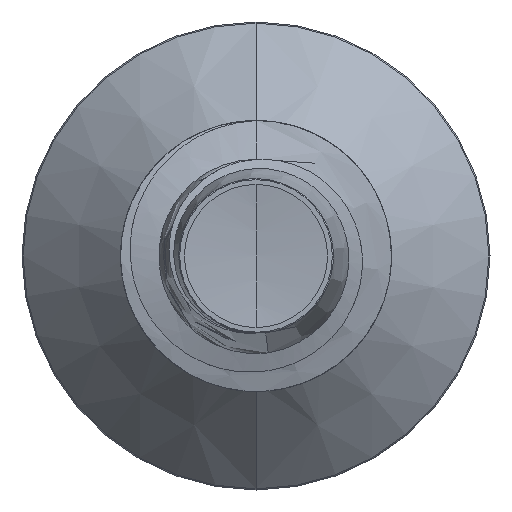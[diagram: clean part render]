
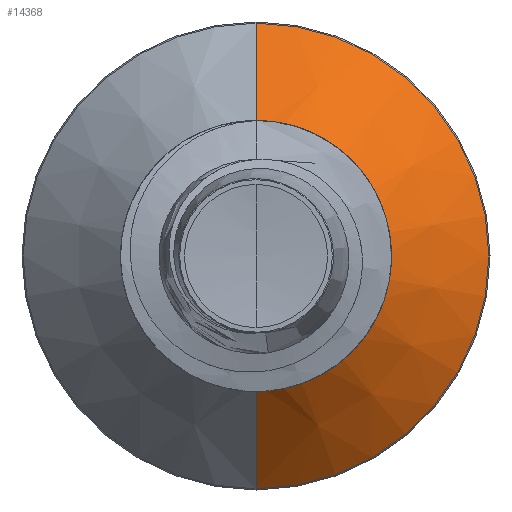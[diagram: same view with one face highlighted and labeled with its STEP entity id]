
A CAD part, front view. The second image highlights one B-rep face of the part: STEP entity #14368.
In plain terms, the highlighted conical face has half-angle 45 degrees and reference radius 1.034 mm.
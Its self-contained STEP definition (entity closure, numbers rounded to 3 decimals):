
#365 = AXIS2_PLACEMENT_3D ( 'NONE', #2218, #22484, #2476 ) ;
#523 = VERTEX_POINT ( 'NONE', #11762 ) ;
#826 = VERTEX_POINT ( 'NONE', #15377 ) ;
#1751 = EDGE_CURVE ( 'NONE', #20001, #826, #3725, .T. ) ;
#1855 = FACE_OUTER_BOUND ( 'NONE', #17740, .T. ) ;
#2218 = CARTESIAN_POINT ( 'NONE',  ( 0., 10.64, 0. ) ) ;
#2476 = DIRECTION ( 'NONE',  ( 0., 0., 1. ) ) ;
#3725 = CIRCLE ( 'NONE', #365, 1.89 ) ;
#4413 = ORIENTED_EDGE ( 'NONE', *, *, #24955, .T. ) ;
#5010 = ORIENTED_EDGE ( 'NONE', *, *, #21138, .F. ) ;
#5576 = DIRECTION ( 'NONE',  ( 0., 1., 0. ) ) ;
#5798 = CARTESIAN_POINT ( 'NONE',  ( 0., 9.784, 1.034 ) ) ;
#6274 = DIRECTION ( 'NONE',  ( 0., 0., 1. ) ) ;
#6406 = CONICAL_SURFACE ( 'NONE', #7434, 1.034, 0.785 ) ;
#7434 = AXIS2_PLACEMENT_3D ( 'NONE', #17909, #12072, #6274 ) ;
#9549 = ORIENTED_EDGE ( 'NONE', *, *, #15956, .T. ) ;
#10304 = VECTOR ( 'NONE', #16211, 1000. ) ;
#11762 = CARTESIAN_POINT ( 'NONE',  ( 0., 9.784, -1.034 ) ) ;
#12072 = DIRECTION ( 'NONE',  ( 0., 1., 0. ) ) ;
#13538 = AXIS2_PLACEMENT_3D ( 'NONE', #17223, #5576, #19180 ) ;
#14368 = ADVANCED_FACE ( 'NONE', ( #1855 ), #6406, .T. ) ;
#15270 = CARTESIAN_POINT ( 'NONE',  ( 0., 10.64, 1.89 ) ) ;
#15377 = CARTESIAN_POINT ( 'NONE',  ( 0., 10.64, -1.89 ) ) ;
#15956 = EDGE_CURVE ( 'NONE', #523, #826, #17032, .T. ) ;
#16211 = DIRECTION ( 'NONE',  ( 0., 0.707, 0.707 ) ) ;
#16522 = VERTEX_POINT ( 'NONE', #5798 ) ;
#17032 = LINE ( 'NONE', #22999, #21583 ) ;
#17223 = CARTESIAN_POINT ( 'NONE',  ( 0., 9.784, 0. ) ) ;
#17740 = EDGE_LOOP ( 'NONE', ( #4413, #9549, #19918, #5010 ) ) ;
#17909 = CARTESIAN_POINT ( 'NONE',  ( 0., 9.784, 0. ) ) ;
#18791 = CIRCLE ( 'NONE', #13538, 1.034 ) ;
#19180 = DIRECTION ( 'NONE',  ( 0., 0., 1. ) ) ;
#19918 = ORIENTED_EDGE ( 'NONE', *, *, #1751, .F. ) ;
#20001 = VERTEX_POINT ( 'NONE', #15270 ) ;
#20643 = LINE ( 'NONE', #23926, #10304 ) ;
#21138 = EDGE_CURVE ( 'NONE', #16522, #20001, #20643, .T. ) ;
#21583 = VECTOR ( 'NONE', #24903, 1000. ) ;
#22484 = DIRECTION ( 'NONE',  ( 0., 1., 0. ) ) ;
#22999 = CARTESIAN_POINT ( 'NONE',  ( 0., 9.784, -1.034 ) ) ;
#23926 = CARTESIAN_POINT ( 'NONE',  ( 0., 9.784, 1.034 ) ) ;
#24903 = DIRECTION ( 'NONE',  ( 0., 0.707, -0.707 ) ) ;
#24955 = EDGE_CURVE ( 'NONE', #16522, #523, #18791, .T. ) ;
